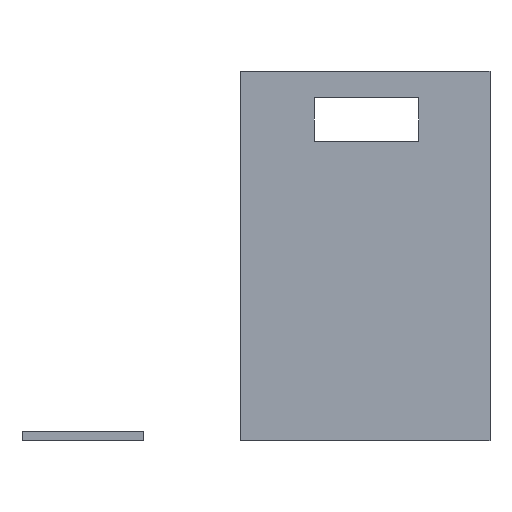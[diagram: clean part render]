
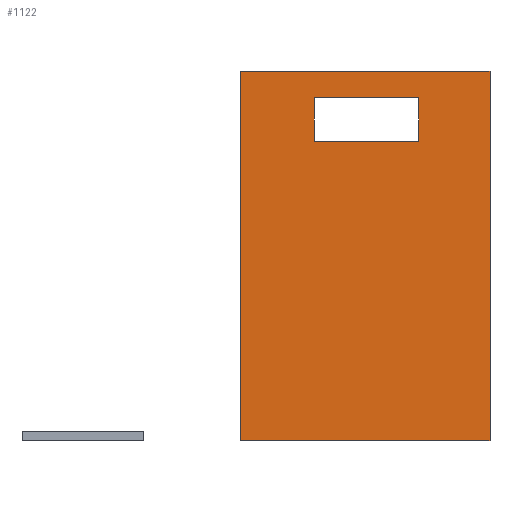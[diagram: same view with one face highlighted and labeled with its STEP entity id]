
A CAD part, left-side view. The second image highlights one B-rep face of the part: STEP entity #1122.
In plain terms, the highlighted planar face has unit normal (-1, 0, 0).
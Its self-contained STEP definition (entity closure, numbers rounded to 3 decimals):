
#16=FACE_BOUND('',#151,.T.);
#92=FACE_OUTER_BOUND('',#150,.T.);
#150=EDGE_LOOP('',(#1009,#1010,#1011,#1012));
#151=EDGE_LOOP('',(#1013,#1014,#1015,#1016));
#237=LINE('',#1675,#382);
#245=LINE('',#1691,#390);
#247=LINE('',#1695,#392);
#249=LINE('',#1699,#394);
#251=LINE('',#1702,#396);
#253=LINE('',#1706,#398);
#294=LINE('',#1798,#439);
#296=LINE('',#1801,#441);
#382=VECTOR('',#1356,10.);
#390=VECTOR('',#1370,10.);
#392=VECTOR('',#1374,10.);
#394=VECTOR('',#1378,10.);
#396=VECTOR('',#1382,10.);
#398=VECTOR('',#1386,10.);
#439=VECTOR('',#1479,10.);
#441=VECTOR('',#1483,10.);
#510=VERTEX_POINT('',#1671);
#512=VERTEX_POINT('',#1674);
#516=VERTEX_POINT('',#1688);
#517=VERTEX_POINT('',#1690);
#518=VERTEX_POINT('',#1694);
#519=VERTEX_POINT('',#1698);
#520=VERTEX_POINT('',#1704);
#545=VERTEX_POINT('',#1797);
#636=EDGE_CURVE('',#510,#512,#237,.T.);
#644=EDGE_CURVE('',#517,#516,#245,.T.);
#646=EDGE_CURVE('',#518,#517,#247,.T.);
#648=EDGE_CURVE('',#519,#518,#249,.T.);
#650=EDGE_CURVE('',#516,#519,#251,.T.);
#652=EDGE_CURVE('',#520,#510,#253,.T.);
#700=EDGE_CURVE('',#520,#545,#294,.T.);
#702=EDGE_CURVE('',#545,#512,#296,.T.);
#1009=ORIENTED_EDGE('',*,*,#700,.T.);
#1010=ORIENTED_EDGE('',*,*,#702,.T.);
#1011=ORIENTED_EDGE('',*,*,#636,.F.);
#1012=ORIENTED_EDGE('',*,*,#652,.F.);
#1013=ORIENTED_EDGE('',*,*,#648,.T.);
#1014=ORIENTED_EDGE('',*,*,#646,.T.);
#1015=ORIENTED_EDGE('',*,*,#644,.T.);
#1016=ORIENTED_EDGE('',*,*,#650,.T.);
#1067=PLANE('',#1204);
#1122=ADVANCED_FACE('',(#92,#16),#1067,.F.);
#1204=AXIS2_PLACEMENT_3D('',#1802,#1484,#1485);
#1356=DIRECTION('',(0.,0.,-1.));
#1370=DIRECTION('',(0.,0.,1.));
#1374=DIRECTION('',(0.,1.,0.));
#1378=DIRECTION('',(0.,0.,-1.));
#1382=DIRECTION('',(0.,-1.,0.));
#1386=DIRECTION('',(0.,-1.,0.));
#1479=DIRECTION('',(0.,0.,-1.));
#1483=DIRECTION('',(0.,-1.,0.));
#1484=DIRECTION('center_axis',(1.,0.,0.));
#1485=DIRECTION('ref_axis',(0.,1.,0.));
#1671=CARTESIAN_POINT('',(0.,-272.,237.));
#1674=CARTESIAN_POINT('',(0.,-272.,0.));
#1675=CARTESIAN_POINT('',(0.,-272.,165.75));
#1688=CARTESIAN_POINT('',(0.,-159.316,220.));
#1690=CARTESIAN_POINT('',(0.,-159.316,192.));
#1691=CARTESIAN_POINT('',(0.,-159.316,145.5));
#1694=CARTESIAN_POINT('',(0.,-226.316,192.));
#1695=CARTESIAN_POINT('',(0.,-175.658,192.));
#1698=CARTESIAN_POINT('',(0.,-226.316,220.));
#1699=CARTESIAN_POINT('',(0.,-226.316,131.5));
#1702=CARTESIAN_POINT('',(0.,-209.158,220.));
#1704=CARTESIAN_POINT('',(0.,-112.,237.));
#1706=CARTESIAN_POINT('',(0.,-232.,237.));
#1797=CARTESIAN_POINT('',(0.,-112.,0.));
#1798=CARTESIAN_POINT('',(0.,-112.,132.));
#1801=CARTESIAN_POINT('',(0.,-112.,0.));
#1802=CARTESIAN_POINT('Origin',(0.,-192.,71.));
